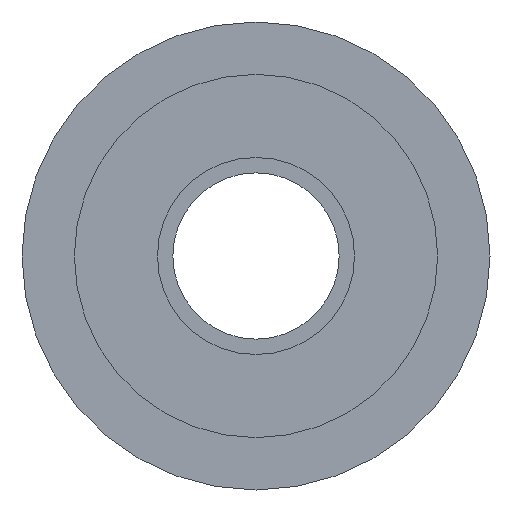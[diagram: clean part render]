
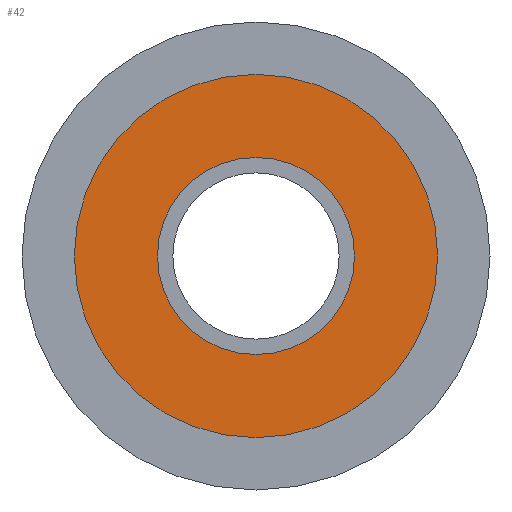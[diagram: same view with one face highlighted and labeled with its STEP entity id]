
A CAD part, front view. The second image highlights one B-rep face of the part: STEP entity #42.
In plain terms, the highlighted planar face has unit normal (0, -1, 0).
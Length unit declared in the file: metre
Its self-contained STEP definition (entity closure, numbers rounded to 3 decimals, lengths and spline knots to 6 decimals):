
#42 = ADVANCED_FACE( '', ( #87, #88 ), #89, .T. );
#87 = FACE_BOUND( '', #134, .T. );
#88 = FACE_OUTER_BOUND( '', #135, .T. );
#89 = PLANE( '', #136 );
#134 = EDGE_LOOP( '', ( #183 ) );
#135 = EDGE_LOOP( '', ( #184 ) );
#136 = AXIS2_PLACEMENT_3D( '', #185, #186, #187 );
#183 = ORIENTED_EDGE( '', *, *, #230, .F. );
#184 = ORIENTED_EDGE( '', *, *, #226, .T. );
#185 = CARTESIAN_POINT( '', ( 0., -0.001, 0. ) );
#186 = DIRECTION( '', ( 0., -1., 0. ) );
#187 = DIRECTION( '', ( 1., 0., 0. ) );
#226 = EDGE_CURVE( '', #251, #251, #252, .T. );
#230 = EDGE_CURVE( '', #257, #257, #258, .T. );
#251 = VERTEX_POINT( '', #281 );
#252 = CIRCLE( '', #282, 0.0059 );
#257 = VERTEX_POINT( '', #287 );
#258 = CIRCLE( '', #288, 0.0032 );
#281 = CARTESIAN_POINT( '', ( 0., -0.001, -0.0059 ) );
#282 = AXIS2_PLACEMENT_3D( '', #313, #314, #315 );
#287 = CARTESIAN_POINT( '', ( 0., -0.001, -0.0032 ) );
#288 = AXIS2_PLACEMENT_3D( '', #319, #320, #321 );
#313 = CARTESIAN_POINT( '', ( 0., -0.001, 0. ) );
#314 = DIRECTION( '', ( 0., -1., 0. ) );
#315 = DIRECTION( '', ( 0., 0., -1. ) );
#319 = CARTESIAN_POINT( '', ( 0., -0.001, 0. ) );
#320 = DIRECTION( '', ( 0., -1., 0. ) );
#321 = DIRECTION( '', ( 0., 0., -1. ) );
